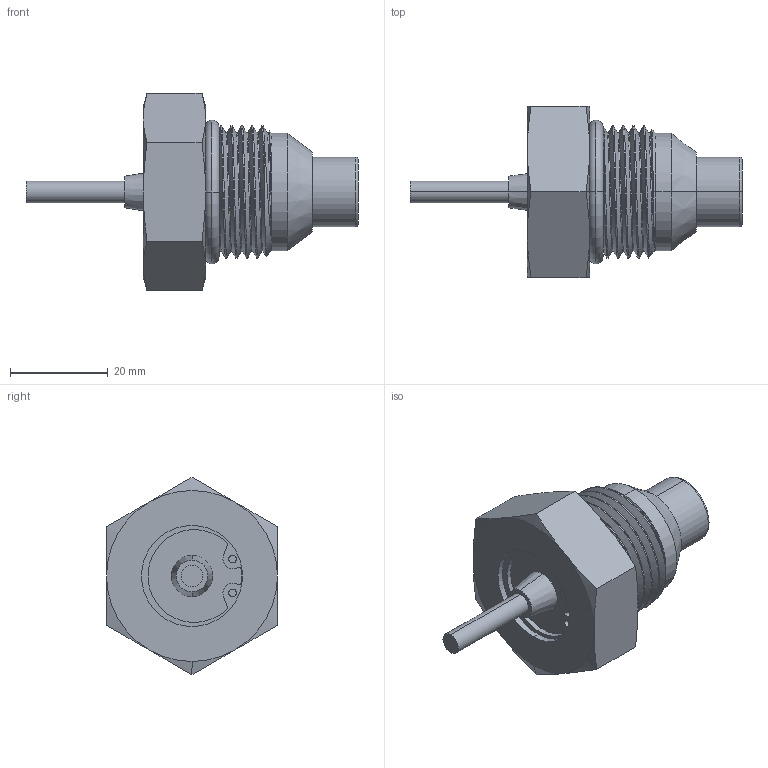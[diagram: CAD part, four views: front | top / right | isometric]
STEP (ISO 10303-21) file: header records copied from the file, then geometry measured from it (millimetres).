
FILE_DESCRIPTION (( 'STEP AP214' ), '1' );
FILE_NAME ('IndustrialSensor-withick-AS4395-12.STEP', '2025-08-27T23:40:41', ( '' ), ( '' ), 'SwSTEP 2.0', 'SolidWorks 2025', '' );
FILE_SCHEMA (( 'AUTOMOTIVE_DESIGN' ));
Length unit declared in the file: inch
Products named in the file (1): IndustrialSensor-withick-AS4395-12
Bounding box: 67.82 x 34.92 x 40.33 mm (x, y, z)
Volume: 24985.3 mm3; surface area: 12201.4 mm2
Topology: 8 solids, 8 shells, 148 faces, 321 edges, 191 vertices
Faces by surface type: torus 46, cylinder 46, plane 28, cone 25, bspline 3
Entity records: 6338 total; most frequent: CARTESIAN_POINT 2974, DIRECTION 746, ORIENTED_EDGE 642, AXIS2_PLACEMENT_3D 335, EDGE_CURVE 321, VERTEX_POINT 191, CIRCLE 189, EDGE_LOOP 162
